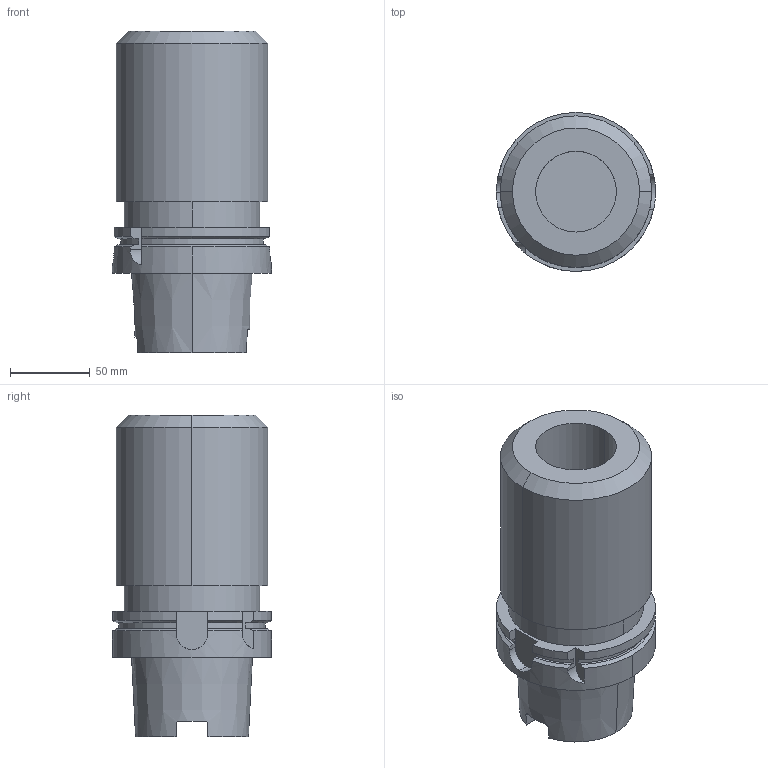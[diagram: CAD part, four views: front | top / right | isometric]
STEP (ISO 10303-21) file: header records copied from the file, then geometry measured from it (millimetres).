
FILE_DESCRIPTION (( 'STEP AP203' ), '1' );
FILE_NAME ('STP-SATE-32998-6.STEP', '2021-05-25T07:31:41', ( '' ), ( '' ), 'SwSTEP 2.0', 'SolidWorks 2017', '' );
FILE_SCHEMA (( 'CONFIG_CONTROL_DESIGN' ));
Length unit declared in the file: millimetre
Products named in the file (1): STP-SATE-32998-6
Bounding box: 100 x 100 x 202.4 mm (x, y, z)
Volume: 920563 mm3; surface area: 103055.4 mm2
Topology: 1 solids, 1 shells, 82 faces, 209 edges, 135 vertices
Faces by surface type: cylinder 34, plane 30, cone 14, torus 4
Entity records: 2816 total; most frequent: CARTESIAN_POINT 725, DIRECTION 435, ORIENTED_EDGE 418, EDGE_CURVE 209, AXIS2_PLACEMENT_3D 171, VERTEX_POINT 135, LINE 93, VECTOR 93
